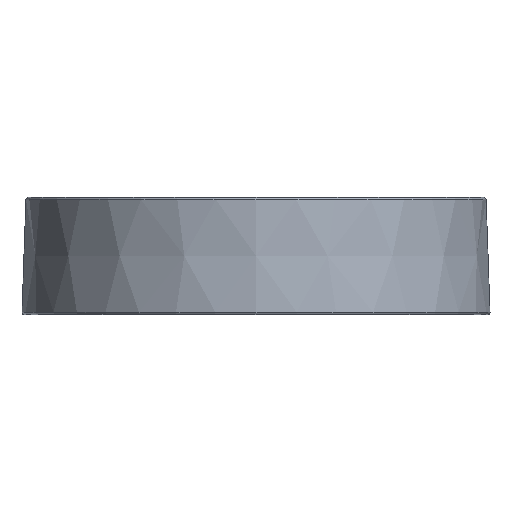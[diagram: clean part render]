
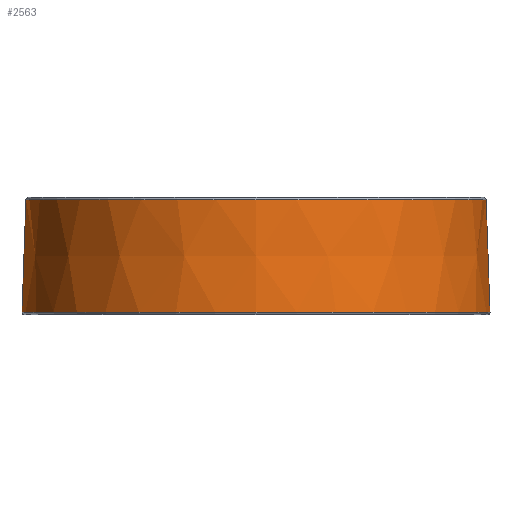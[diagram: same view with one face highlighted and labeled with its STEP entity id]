
A CAD part, front view. The second image highlights one B-rep face of the part: STEP entity #2563.
In plain terms, the highlighted conical face has half-angle 2 degrees and reference radius 25.4 mm.
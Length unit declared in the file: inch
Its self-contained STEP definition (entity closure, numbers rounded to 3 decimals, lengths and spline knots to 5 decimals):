
#146 = VERTEX_POINT ( 'NONE', #4414 ) ;
#301 = VECTOR ( 'NONE', #454, 39.37008 ) ;
#454 = DIRECTION ( 'NONE',  ( -0.035, 0., -0.999 ) ) ;
#517 = EDGE_CURVE ( 'NONE', #146, #7090, #4212, .T. ) ;
#779 = CARTESIAN_POINT ( 'NONE',  ( 0.98288, 0., 0.49035 ) ) ;
#1331 = AXIS2_PLACEMENT_3D ( 'NONE', #3191, #8023, #3902 ) ;
#1493 = EDGE_LOOP ( 'NONE', ( #4260, #2639, #4005, #1706 ) ) ;
#1691 = VECTOR ( 'NONE', #6675, 39.37008 ) ;
#1706 = ORIENTED_EDGE ( 'NONE', *, *, #2432, .F. ) ;
#2020 = CARTESIAN_POINT ( 'NONE',  ( 0., 0., 0. ) ) ;
#2186 = EDGE_CURVE ( 'NONE', #7090, #4207, #6246, .T. ) ;
#2432 = EDGE_CURVE ( 'NONE', #7666, #4207, #5397, .T. ) ;
#2563 = ADVANCED_FACE ( 'NONE', ( #8616 ), #6564, .T. ) ;
#2639 = ORIENTED_EDGE ( 'NONE', *, *, #517, .T. ) ;
#2716 = DIRECTION ( 'NONE',  ( 0., 0., -1. ) ) ;
#3093 = DIRECTION ( 'NONE',  ( 0., 0., -1. ) ) ;
#3191 = CARTESIAN_POINT ( 'NONE',  ( 0., 0., 0.01035 ) ) ;
#3206 = CARTESIAN_POINT ( 'NONE',  ( -1., 0., 0. ) ) ;
#3902 = DIRECTION ( 'NONE',  ( 1., 0., 0. ) ) ;
#3912 = CARTESIAN_POINT ( 'NONE',  ( 1., 0., 0. ) ) ;
#4005 = ORIENTED_EDGE ( 'NONE', *, *, #2186, .T. ) ;
#4207 = VERTEX_POINT ( 'NONE', #7371 ) ;
#4212 = LINE ( 'NONE', #3206, #301 ) ;
#4260 = ORIENTED_EDGE ( 'NONE', *, *, #5625, .T. ) ;
#4414 = CARTESIAN_POINT ( 'NONE',  ( -0.98288, 0., 0.49035 ) ) ;
#5397 = LINE ( 'NONE', #3912, #1691 ) ;
#5625 = EDGE_CURVE ( 'NONE', #7666, #146, #8325, .T. ) ;
#5772 = AXIS2_PLACEMENT_3D ( 'NONE', #2020, #2716, #6161 ) ;
#6161 = DIRECTION ( 'NONE',  ( 1., 0., 0. ) ) ;
#6246 = CIRCLE ( 'NONE', #1331, 0.99964 ) ;
#6564 = CONICAL_SURFACE ( 'NONE', #5772, 1., 0.035 ) ;
#6675 = DIRECTION ( 'NONE',  ( 0.035, 0., -0.999 ) ) ;
#6991 = CARTESIAN_POINT ( 'NONE',  ( -0.99964, 0., 0.01035 ) ) ;
#7090 = VERTEX_POINT ( 'NONE', #6991 ) ;
#7233 = CARTESIAN_POINT ( 'NONE',  ( 0., 0., 0.49035 ) ) ;
#7326 = AXIS2_PLACEMENT_3D ( 'NONE', #7233, #3093, #7932 ) ;
#7371 = CARTESIAN_POINT ( 'NONE',  ( 0.99964, 0., 0.01035 ) ) ;
#7666 = VERTEX_POINT ( 'NONE', #779 ) ;
#7932 = DIRECTION ( 'NONE',  ( -1., 0., 0. ) ) ;
#8023 = DIRECTION ( 'NONE',  ( 0., 0., 1. ) ) ;
#8325 = CIRCLE ( 'NONE', #7326, 0.98288 ) ;
#8616 = FACE_OUTER_BOUND ( 'NONE', #1493, .T. ) ;
